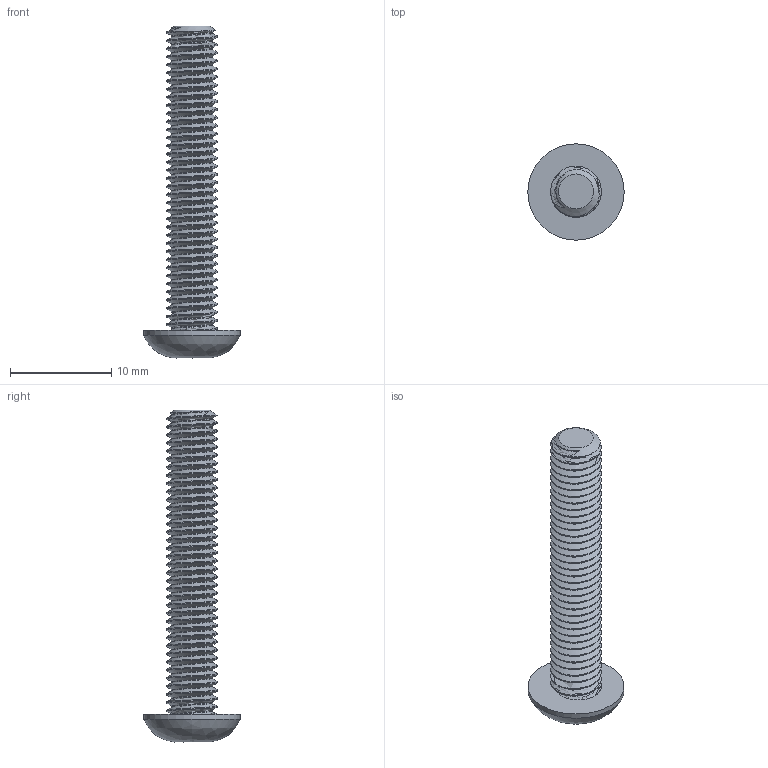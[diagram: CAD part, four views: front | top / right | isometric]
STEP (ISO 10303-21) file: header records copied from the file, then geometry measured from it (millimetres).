
FILE_DESCRIPTION(/* description */ ('M5 x 30mm, BHCS'),/* implementation_level */ '2;1');
FILE_NAME(/* name */ '25286-05.ipt.step',/* time_stamp */ '2013-11-18T15:49:08-06:00',/* author */ ('Edward'),/* organization */ (''),/* preprocessor_version */ 'ST-DEVELOPER v15.2',/* originating_system */ 'Autodesk Inventor 2014',/* authorisation */ 'LA FASTENER QUOTE');
FILE_SCHEMA (('AUTOMOTIVE_DESIGN { 1 0 10303 214 3 1 1 }'));
Length unit declared in the file: millimetre
Products named in the file (1): 25286-05
Bounding box: 9.5 x 9.5 x 32.74 mm (x, y, z)
Volume: 601.7 mm3; surface area: 936.1 mm2
Topology: 1 solids, 1 shells, 22 faces, 357 edges, 338 vertices
Faces by surface type: plane 9, cone 7, bspline 3, cylinder 3
Full cylindrical faces by diameter (mm): 9.5 x1
Entity records: 6867 total; most frequent: CARTESIAN_POINT 5166, ORIENTED_EDGE 710, EDGE_CURVE 355, VERTEX_POINT 338, DIRECTION 86, AXIS2_PLACEMENT_3D 37, EDGE_LOOP 25, FACE_OUTER_BOUND 22
